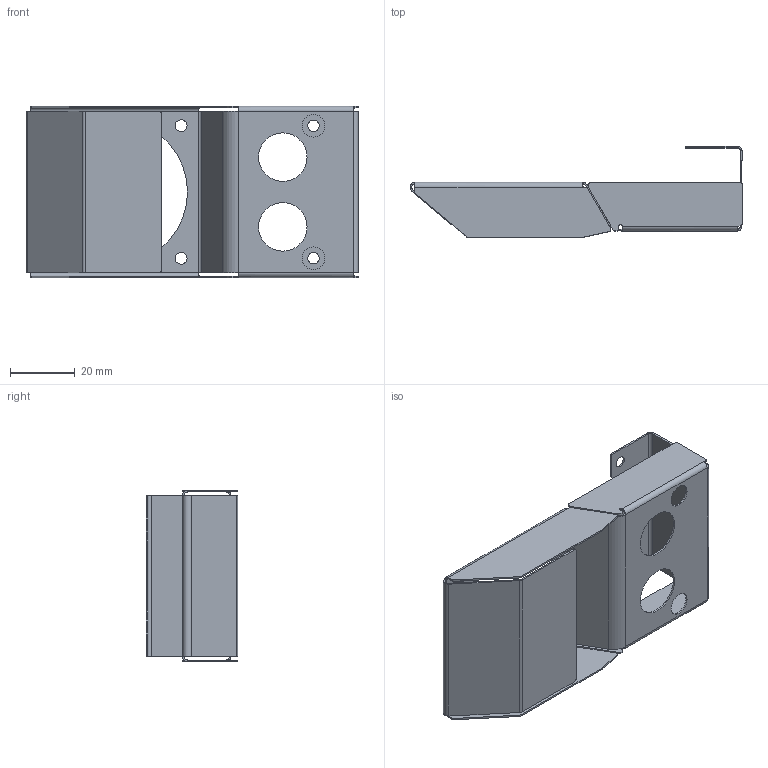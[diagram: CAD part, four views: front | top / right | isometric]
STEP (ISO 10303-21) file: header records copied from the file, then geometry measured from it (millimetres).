
FILE_DESCRIPTION (( 'STEP AP203' ), '1' );
FILE_NAME ('1501-D fan cap.STEP', '2014-09-23T17:20:39', ( '' ), ( '' ), 'SwSTEP 2.0', 'SolidWorks 2014', '' );
FILE_SCHEMA (( 'CONFIG_CONTROL_DESIGN' ));
Length unit declared in the file: millimetre
Products named in the file (1): 1501-D fan cap
Bounding box: 102.76 x 28.32 x 53 mm (x, y, z)
Volume: 5486.3 mm3; surface area: 22452.4 mm2
Topology: 1 solids, 1 shells, 156 faces, 382 edges, 228 vertices
Faces by surface type: plane 80, cylinder 76
Entity records: 4691 total; most frequent: DIRECTION 832, CARTESIAN_POINT 823, ORIENTED_EDGE 764, EDGE_CURVE 382, AXIS2_PLACEMENT_3D 301, VECTOR 230, LINE 230, VERTEX_POINT 228
